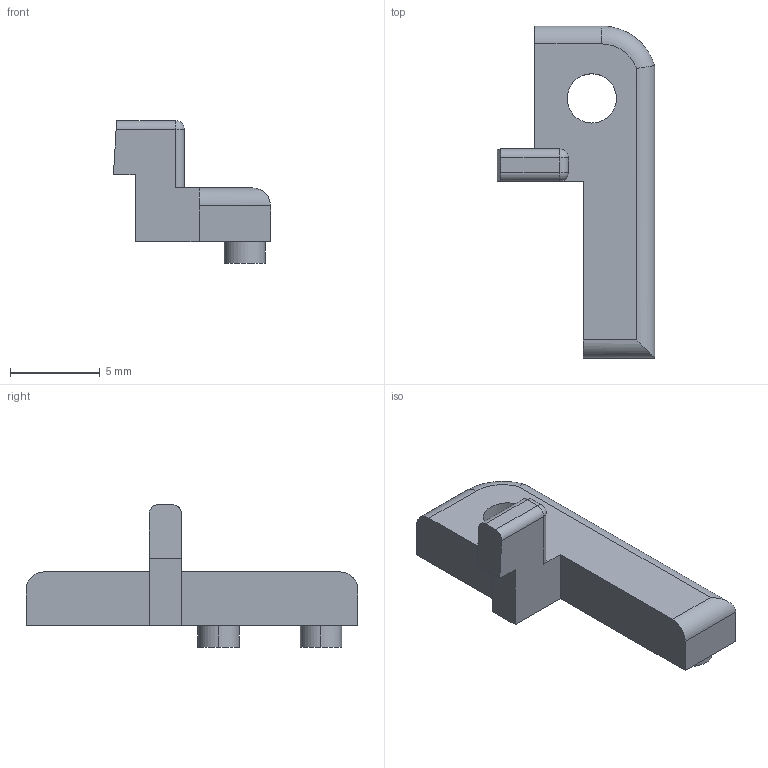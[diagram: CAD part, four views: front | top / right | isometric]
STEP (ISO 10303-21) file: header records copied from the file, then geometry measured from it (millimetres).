
FILE_DESCRIPTION (( 'STEP AP203' ), '1' );
FILE_NAME ('NP0183_LEFT ISS-A.STEP', '2017-03-09T08:52:29', ( '' ), ( '' ), 'SwSTEP 2.0', 'SolidWorks 2016', '' );
FILE_SCHEMA (( 'CONFIG_CONTROL_DESIGN' ));
Length unit declared in the file: millimetre
Products named in the file (1): NP0183_LEFT ISS-A
Bounding box: 8.77 x 18.51 x 7.95 mm (x, y, z)
Volume: 300.9 mm3; surface area: 406.5 mm2
Topology: 1 solids, 1 shells, 34 faces, 83 edges, 51 vertices
Faces by surface type: plane 16, cylinder 15, sphere 2, torus 1
Entity records: 1067 total; most frequent: CARTESIAN_POINT 185, DIRECTION 173, ORIENTED_EDGE 162, EDGE_CURVE 81, AXIS2_PLACEMENT_3D 61, VERTEX_POINT 51, VECTOR 51, LINE 51
